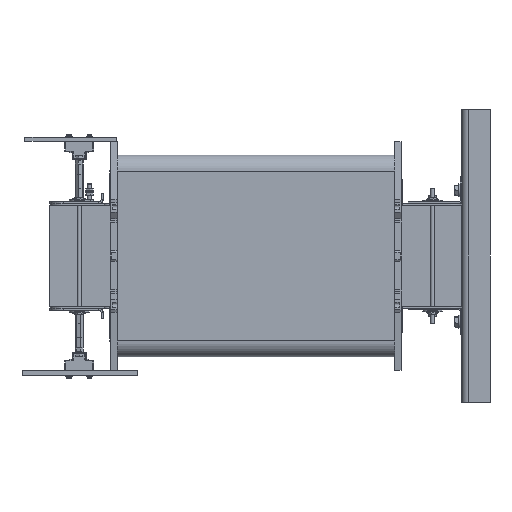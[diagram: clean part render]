
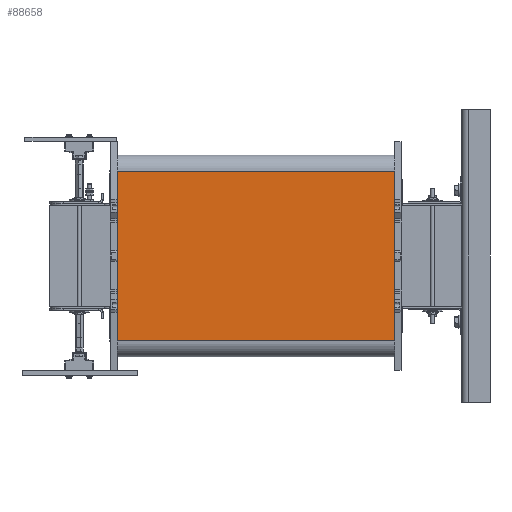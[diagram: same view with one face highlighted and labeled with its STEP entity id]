
A CAD part, left-side view. The second image highlights one B-rep face of the part: STEP entity #88658.
In plain terms, the highlighted planar face has unit normal (-1, 0, 0).
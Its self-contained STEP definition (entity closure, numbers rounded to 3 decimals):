
#6727=FACE_OUTER_BOUND('',#11737,.T.);
#11737=EDGE_LOOP('',(#59658,#59659,#59660,#59661));
#19153=LINE('',#128218,#28151);
#19157=LINE('',#128233,#28155);
#19158=LINE('',#128236,#28156);
#19159=LINE('',#128237,#28157);
#28151=VECTOR('',#104199,10.);
#28155=VECTOR('',#104213,10.);
#28156=VECTOR('',#104216,10.);
#28157=VECTOR('',#104217,10.);
#36542=VERTEX_POINT('',#128215);
#36543=VERTEX_POINT('',#128217);
#36549=VERTEX_POINT('',#128231);
#36550=VERTEX_POINT('',#128235);
#45363=EDGE_CURVE('',#36542,#36543,#19153,.T.);
#45371=EDGE_CURVE('',#36549,#36542,#19157,.T.);
#45372=EDGE_CURVE('',#36550,#36549,#19158,.T.);
#45373=EDGE_CURVE('',#36550,#36543,#19159,.T.);
#59658=ORIENTED_EDGE('',*,*,#45371,.F.);
#59659=ORIENTED_EDGE('',*,*,#45372,.F.);
#59660=ORIENTED_EDGE('',*,*,#45373,.T.);
#59661=ORIENTED_EDGE('',*,*,#45363,.F.);
#80499=PLANE('',#94015);
#88658=ADVANCED_FACE('',(#6727),#80499,.T.);
#94015=AXIS2_PLACEMENT_3D('',#128234,#104214,#104215);
#104199=DIRECTION('',(0.,0.,-1.));
#104213=DIRECTION('',(0.,-1.,0.));
#104214=DIRECTION('center_axis',(-1.,0.,0.));
#104215=DIRECTION('ref_axis',(0.,0.,
1.));
#104216=DIRECTION('',(0.,0.,1.));
#104217=DIRECTION('',(0.,-1.,0.));
#128215=CARTESIAN_POINT('',(-370.,-260.5,159.25));
#128217=CARTESIAN_POINT('',(-370.,-260.5,-159.25));
#128218=CARTESIAN_POINT('',(-370.,-260.5,159.25));
#128231=CARTESIAN_POINT('',(-370.,260.5,159.25));
#128233=CARTESIAN_POINT('',(-370.,0.,159.25));
#128234=CARTESIAN_POINT('Origin',(-370.,0.,-159.25));
#128235=CARTESIAN_POINT('',(-370.,260.5,-159.25));
#128236=CARTESIAN_POINT('',(-370.,260.5,159.25));
#128237=CARTESIAN_POINT('',(-370.,0.,-159.25));
